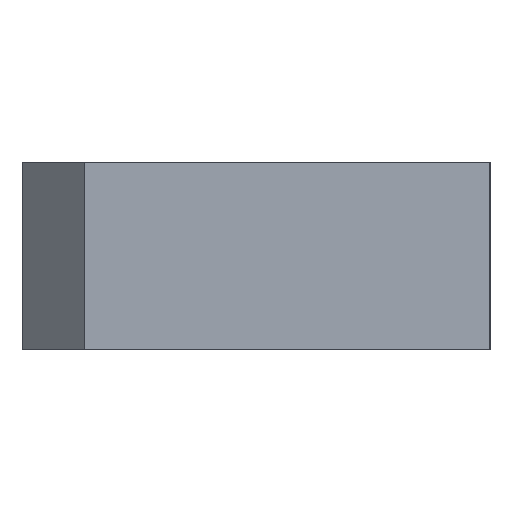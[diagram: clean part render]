
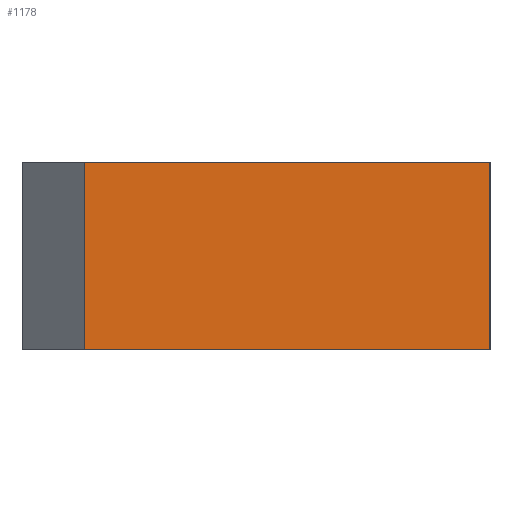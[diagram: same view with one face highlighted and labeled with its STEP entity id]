
A CAD part, left-side view. The second image highlights one B-rep face of the part: STEP entity #1178.
In plain terms, the highlighted planar face has unit normal (-1, 0, 0).
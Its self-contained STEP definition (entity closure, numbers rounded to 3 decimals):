
#369=DIRECTION('',(0.,-1.,0.));
#370=VECTOR('',#369,13.);
#371=CARTESIAN_POINT('',(-37.,5.5,-3.));
#372=LINE('',#371,#370);
#421=DIRECTION('',(0.,-1.,0.));
#422=VECTOR('',#421,13.);
#423=CARTESIAN_POINT('',(-37.,5.5,3.));
#424=LINE('',#423,#422);
#481=DIRECTION('',(0.,0.,1.));
#482=VECTOR('',#481,6.);
#483=CARTESIAN_POINT('',(-37.,-7.5,-3.));
#484=LINE('',#483,#482);
#553=DIRECTION('',(0.,0.,-1.));
#554=VECTOR('',#553,6.);
#555=CARTESIAN_POINT('',(-37.,5.5,3.));
#556=LINE('',#555,#554);
#745=CARTESIAN_POINT('',(-37.,-7.5,-3.));
#747=VERTEX_POINT('',#745);
#749=CARTESIAN_POINT('',(-37.,-7.5,3.));
#751=VERTEX_POINT('',#749);
#873=CARTESIAN_POINT('',(-37.,5.5,-3.));
#875=VERTEX_POINT('',#873);
#879=CARTESIAN_POINT('',(-37.,5.5,3.));
#880=VERTEX_POINT('',#879);
#1166=CARTESIAN_POINT('',(-37.,7.5,-3.));
#1167=DIRECTION('',(-1.,0.,0.));
#1168=DIRECTION('',(0.,-1.,0.));
#1169=AXIS2_PLACEMENT_3D('',#1166,#1167,#1168);
#1170=PLANE('',#1169);
#1172=ORIENTED_EDGE('',*,*,#1171,.F.);
#1173=ORIENTED_EDGE('',*,*,#981,.T.);
#1174=ORIENTED_EDGE('',*,*,#1110,.F.);
#1175=ORIENTED_EDGE('',*,*,#900,.F.);
#1176=EDGE_LOOP('',(#1172,#1173,#1174,#1175));
#1177=FACE_OUTER_BOUND('',#1176,.F.);
#1178=ADVANCED_FACE('',(#1177),#1170,.T.);
#900=EDGE_CURVE('',#875,#747,#372,.T.);
#981=EDGE_CURVE('',#880,#751,#424,.T.);
#1110=EDGE_CURVE('',#747,#751,#484,.T.);
#1171=EDGE_CURVE('',#880,#875,#556,.T.);
